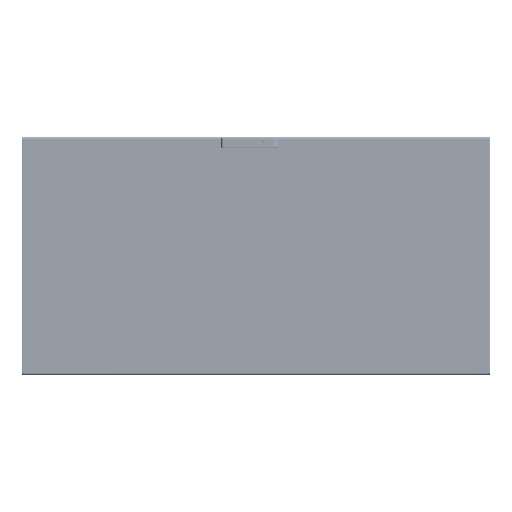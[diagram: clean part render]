
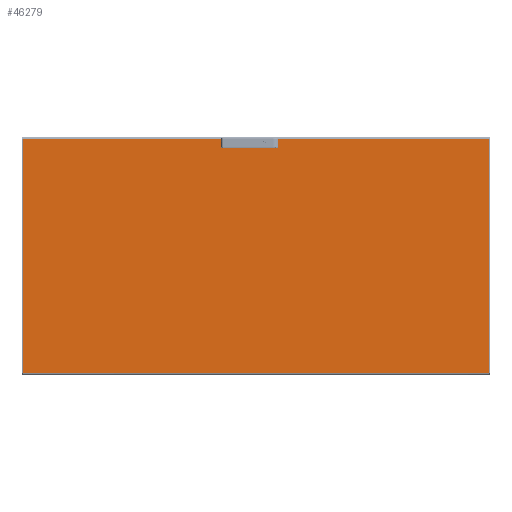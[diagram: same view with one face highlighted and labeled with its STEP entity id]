
A CAD part, top view. The second image highlights one B-rep face of the part: STEP entity #46279.
In plain terms, the highlighted planar face has unit normal (0, 0, 1).
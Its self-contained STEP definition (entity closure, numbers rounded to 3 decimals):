
#4409 = CARTESIAN_POINT ( 'NONE',  ( -54.3, 371., 2. ) ) ;
#4492 = CARTESIAN_POINT ( 'NONE',  ( -54.3, 380., 2. ) ) ;
#4579 = CARTESIAN_POINT ( 'NONE',  ( -37.662, 380., 2. ) ) ;
#4740 = CARTESIAN_POINT ( 'NONE',  ( 54.3, 371., 2. ) ) ;
#4786 = CARTESIAN_POINT ( 'NONE',  ( -775.49, 387.5, 2. ) ) ;
#4793 = CARTESIAN_POINT ( 'NONE',  ( 775.49, -387.5, 2. ) ) ;
#4797 = CARTESIAN_POINT ( 'NONE',  ( 775.49, 387.5, 2. ) ) ;
#4815 = CARTESIAN_POINT ( 'NONE',  ( 14.338, 371., 2. ) ) ;
#4886 = CARTESIAN_POINT ( 'NONE',  ( -29.5, 387.5, 2. ) ) ;
#5000 = CARTESIAN_POINT ( 'NONE',  ( 29.5, 387.5, 2. ) ) ;
#5038 = CARTESIAN_POINT ( 'NONE',  ( -37.662, 371., 2. ) ) ;
#5505 = CARTESIAN_POINT ( 'NONE',  ( 54.3, 380., 2. ) ) ;
#5696 = CARTESIAN_POINT ( 'NONE',  ( 37.662, 380., 2. ) ) ;
#5737 = CARTESIAN_POINT ( 'NONE',  ( 58.8, 375.5, 2. ) ) ;
#5870 = CARTESIAN_POINT ( 'NONE',  ( -775.49, -387.5, 2. ) ) ;
#6006 = CARTESIAN_POINT ( 'NONE',  ( -14.338, 371., 2. ) ) ;
#6334 = CARTESIAN_POINT ( 'NONE',  ( 37.662, 371., 2. ) ) ;
#14294 = DIRECTION ( 'NONE',  ( -1., 0., 0. ) ) ;
#14301 = DIRECTION ( 'NONE',  ( 0., 0., 1. ) ) ;
#14342 = CARTESIAN_POINT ( 'NONE',  ( 54.3, 375.5, 2. ) ) ;
#16593 = DIRECTION ( 'NONE',  ( -1., 0., 0. ) ) ;
#16625 = DIRECTION ( 'NONE',  ( 1., 0., 0. ) ) ;
#16628 = DIRECTION ( 'NONE',  ( 0., 0., 1. ) ) ;
#16642 = CARTESIAN_POINT ( 'NONE',  ( -54.3, 375.5, 2. ) ) ;
#16651 = DIRECTION ( 'NONE',  ( 1., 0., 0. ) ) ;
#16664 = CARTESIAN_POINT ( 'NONE',  ( -37.662, 380., 2. ) ) ;
#16692 = DIRECTION ( 'NONE',  ( 1., 0., 0. ) ) ;
#16694 = DIRECTION ( 'NONE',  ( 0., 0., 1. ) ) ;
#16711 = CARTESIAN_POINT ( 'NONE',  ( -26., 375.5, 2. ) ) ;
#16728 = DIRECTION ( 'NONE',  ( 1., 0., 0. ) ) ;
#16742 = CARTESIAN_POINT ( 'NONE',  ( -37.662, 371., 2. ) ) ;
#16780 = DIRECTION ( 'NONE',  ( 1., 0., 0. ) ) ;
#16841 = CARTESIAN_POINT ( 'NONE',  ( 37.662, 371., 2. ) ) ;
#16852 = DIRECTION ( 'NONE',  ( -1., 0., 0. ) ) ;
#16856 = DIRECTION ( 'NONE',  ( 0., 0., 1. ) ) ;
#16881 = CARTESIAN_POINT ( 'NONE',  ( 54.3, 375.5, 2. ) ) ;
#16890 = DIRECTION ( 'NONE',  ( -1., 0., 0. ) ) ;
#16902 = DIRECTION ( 'NONE',  ( 0., 0., 1. ) ) ;
#16919 = CARTESIAN_POINT ( 'NONE',  ( -14.338, 371., 2. ) ) ;
#16938 = DIRECTION ( 'NONE',  ( -1., 0., 0. ) ) ;
#16952 = CARTESIAN_POINT ( 'NONE',  ( 37.662, 380., 2. ) ) ;
#16975 = DIRECTION ( 'NONE',  ( -1., 0., 0. ) ) ;
#16978 = DIRECTION ( 'NONE',  ( 0., 0., 1. ) ) ;
#17005 = DIRECTION ( 'NONE',  ( 1., 0., 0. ) ) ;
#17011 = CARTESIAN_POINT ( 'NONE',  ( -775.49, -387.5, 2. ) ) ;
#17038 = DIRECTION ( 'NONE',  ( 1., 0., 0. ) ) ;
#17051 = DIRECTION ( 'NONE',  ( 0., 0., 1. ) ) ;
#17068 = CARTESIAN_POINT ( 'NONE',  ( 26., 375.5, 2. ) ) ;
#17077 = DIRECTION ( 'NONE',  ( -1., 0., 0. ) ) ;
#17086 = CARTESIAN_POINT ( 'NONE',  ( 775.49, 387.5, 2. ) ) ;
#17107 = DIRECTION ( 'NONE',  ( 0., -1., 0. ) ) ;
#17114 = CARTESIAN_POINT ( 'NONE',  ( -775.49, 395., 2. ) ) ;
#17131 = DIRECTION ( 'NONE',  ( 0., 1., 0. ) ) ;
#17140 = CARTESIAN_POINT ( 'NONE',  ( 775.49, -395., 2. ) ) ;
#17182 = CARTESIAN_POINT ( 'NONE',  ( 26., 375.5, 2. ) ) ;
#17206 = CARTESIAN_POINT ( 'NONE',  ( -26., 375.5, 2. ) ) ;
#17238 = DIRECTION ( 'NONE',  ( -1., 0., 0. ) ) ;
#17248 = CARTESIAN_POINT ( 'NONE',  ( 775.49, 387.5, 2. ) ) ;
#18404 = FACE_OUTER_BOUND ( 'NONE', #70582, .T. ) ;
#29521 = CIRCLE ( 'NONE', #73046, 4.5 ) ;
#29522 = LINE ( 'NONE', #16664, #29565 ) ;
#29537 = LINE ( 'NONE', #16742, #29551 ) ;
#29538 = CIRCLE ( 'NONE', #73386, 12.5 ) ;
#29545 = VECTOR ( 'NONE', #16728, 1000. ) ;
#29550 = CIRCLE ( 'NONE', #73043, 12.5 ) ;
#29551 = VECTOR ( 'NONE', #16651, 1000. ) ;
#29552 = CIRCLE ( 'NONE', #73033, 4.5 ) ;
#29553 = LINE ( 'NONE', #16919, #29555 ) ;
#29555 = VECTOR ( 'NONE', #16780, 1000. ) ;
#29565 = VECTOR ( 'NONE', #16593, 1000. ) ;
#29567 = CIRCLE ( 'NONE', #73045, 12.5 ) ;
#29568 = LINE ( 'NONE', #16841, #29545 ) ;
#29569 = CIRCLE ( 'NONE', #73036, 12.5 ) ;
#29571 = VECTOR ( 'NONE', #16938, 1000. ) ;
#29575 = VECTOR ( 'NONE', #17077, 1000. ) ;
#29576 = LINE ( 'NONE', #17086, #29575 ) ;
#29577 = VECTOR ( 'NONE', #17107, 1000. ) ;
#29578 = LINE ( 'NONE', #17114, #29577 ) ;
#29580 = VECTOR ( 'NONE', #17005, 1000. ) ;
#29582 = VECTOR ( 'NONE', #17131, 1000. ) ;
#29583 = LINE ( 'NONE', #17140, #29582 ) ;
#29584 = LINE ( 'NONE', #17011, #29580 ) ;
#29585 = VECTOR ( 'NONE', #17238, 1000. ) ;
#29586 = LINE ( 'NONE', #17248, #29585 ) ;
#29592 = LINE ( 'NONE', #16952, #29571 ) ;
#30012 = CIRCLE ( 'NONE', #73244, 4.5 ) ;
#32078 = EDGE_CURVE ( 'NONE', #38811, #37180, #30012, .T. ) ;
#32254 = EDGE_CURVE ( 'NONE', #37381, #39109, #29586, .T. ) ;
#32263 = EDGE_CURVE ( 'NONE', #39248, #37381, #29583, .T. ) ;
#32266 = EDGE_CURVE ( 'NONE', #39253, #37533, #29578, .T. ) ;
#32269 = EDGE_CURVE ( 'NONE', #37321, #39253, #29576, .T. ) ;
#32271 = EDGE_CURVE ( 'NONE', #37321, #37995, #29569, .T. ) ;
#32274 = EDGE_CURVE ( 'NONE', #37533, #39248, #29584, .T. ) ;
#32276 = EDGE_CURVE ( 'NONE', #38206, #39109, #29567, .T. ) ;
#32280 = EDGE_CURVE ( 'NONE', #37180, #38206, #29592, .T. ) ;
#32283 = EDGE_CURVE ( 'NONE', #39235, #37077, #29550, .T. ) ;
#32286 = EDGE_CURVE ( 'NONE', #39287, #38811, #29552, .T. ) ;
#32288 = EDGE_CURVE ( 'NONE', #38673, #39235, #29553, .T. ) ;
#32290 = EDGE_CURVE ( 'NONE', #37077, #39287, #29568, .T. ) ;
#32294 = EDGE_CURVE ( 'NONE', #37487, #38673, #29538, .T. ) ;
#32297 = EDGE_CURVE ( 'NONE', #38119, #37487, #29537, .T. ) ;
#32301 = EDGE_CURVE ( 'NONE', #38499, #38119, #29521, .T. ) ;
#32304 = EDGE_CURVE ( 'NONE', #37995, #38499, #29522, .T. ) ;
#37077 = VERTEX_POINT ( 'NONE', #6334 ) ;
#37180 = VERTEX_POINT ( 'NONE', #5505 ) ;
#37321 = VERTEX_POINT ( 'NONE', #4886 ) ;
#37381 = VERTEX_POINT ( 'NONE', #4797 ) ;
#37487 = VERTEX_POINT ( 'NONE', #5038 ) ;
#37533 = VERTEX_POINT ( 'NONE', #5870 ) ;
#37995 = VERTEX_POINT ( 'NONE', #4579 ) ;
#38119 = VERTEX_POINT ( 'NONE', #4409 ) ;
#38206 = VERTEX_POINT ( 'NONE', #5696 ) ;
#38499 = VERTEX_POINT ( 'NONE', #4492 ) ;
#38673 = VERTEX_POINT ( 'NONE', #6006 ) ;
#38811 = VERTEX_POINT ( 'NONE', #5737 ) ;
#39109 = VERTEX_POINT ( 'NONE', #5000 ) ;
#39235 = VERTEX_POINT ( 'NONE', #4815 ) ;
#39248 = VERTEX_POINT ( 'NONE', #4793 ) ;
#39253 = VERTEX_POINT ( 'NONE', #4786 ) ;
#39287 = VERTEX_POINT ( 'NONE', #4740 ) ;
#46279 = ADVANCED_FACE ( 'NONE', ( #18404 ), #58341, .T. ) ;
#58325 = DIRECTION ( 'NONE',  ( 1., 0., 0. ) ) ;
#58326 = CARTESIAN_POINT ( 'NONE',  ( -775.5, -395., 2. ) ) ;
#58341 = PLANE ( 'NONE',  #72683 ) ;
#58721 = DIRECTION ( 'NONE',  ( 0., 0., 1. ) ) ;
#59191 = ORIENTED_EDGE ( 'NONE', *, *, #32271, .F. ) ;
#59192 = ORIENTED_EDGE ( 'NONE', *, *, #32269, .T. ) ;
#59193 = ORIENTED_EDGE ( 'NONE', *, *, #32266, .T. ) ;
#59194 = ORIENTED_EDGE ( 'NONE', *, *, #32274, .T. ) ;
#59195 = ORIENTED_EDGE ( 'NONE', *, *, #32263, .T. ) ;
#59196 = ORIENTED_EDGE ( 'NONE', *, *, #32254, .T. ) ;
#59197 = ORIENTED_EDGE ( 'NONE', *, *, #32276, .F. ) ;
#59198 = ORIENTED_EDGE ( 'NONE', *, *, #32280, .F. ) ;
#59199 = ORIENTED_EDGE ( 'NONE', *, *, #32078, .F. ) ;
#59200 = ORIENTED_EDGE ( 'NONE', *, *, #32286, .F. ) ;
#59201 = ORIENTED_EDGE ( 'NONE', *, *, #32290, .F. ) ;
#59202 = ORIENTED_EDGE ( 'NONE', *, *, #32283, .F. ) ;
#59203 = ORIENTED_EDGE ( 'NONE', *, *, #32288, .F. ) ;
#59204 = ORIENTED_EDGE ( 'NONE', *, *, #32294, .F. ) ;
#59205 = ORIENTED_EDGE ( 'NONE', *, *, #32297, .F. ) ;
#59206 = ORIENTED_EDGE ( 'NONE', *, *, #32301, .F. ) ;
#59207 = ORIENTED_EDGE ( 'NONE', *, *, #32304, .F. ) ;
#70582 = EDGE_LOOP ( 'NONE', ( #59191, #59192, #59193, #59194, #59195, #59196, #59197, #59198, #59199, #59200, #59201, #59202, #59203, #59204, #59205, #59206, #59207 ) ) ;
#72683 = AXIS2_PLACEMENT_3D ( 'NONE', #58326, #58721, #58325 ) ;
#73033 = AXIS2_PLACEMENT_3D ( 'NONE', #16881, #16856, #16852 ) ;
#73036 = AXIS2_PLACEMENT_3D ( 'NONE', #17206, #17051, #17038 ) ;
#73043 = AXIS2_PLACEMENT_3D ( 'NONE', #17068, #16902, #16890 ) ;
#73045 = AXIS2_PLACEMENT_3D ( 'NONE', #17182, #16978, #16975 ) ;
#73046 = AXIS2_PLACEMENT_3D ( 'NONE', #16642, #16628, #16625 ) ;
#73244 = AXIS2_PLACEMENT_3D ( 'NONE', #14342, #14301, #14294 ) ;
#73386 = AXIS2_PLACEMENT_3D ( 'NONE', #16711, #16694, #16692 ) ;
